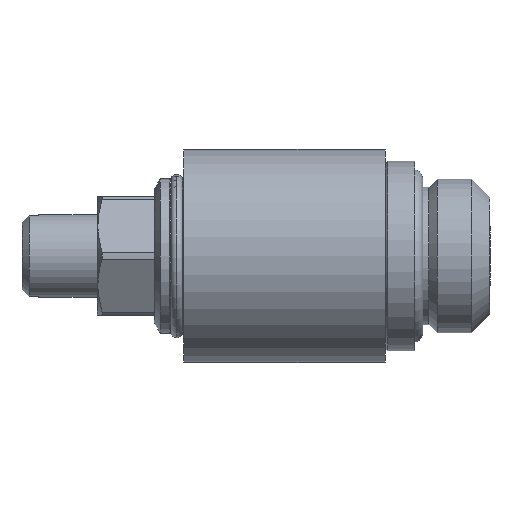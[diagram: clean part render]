
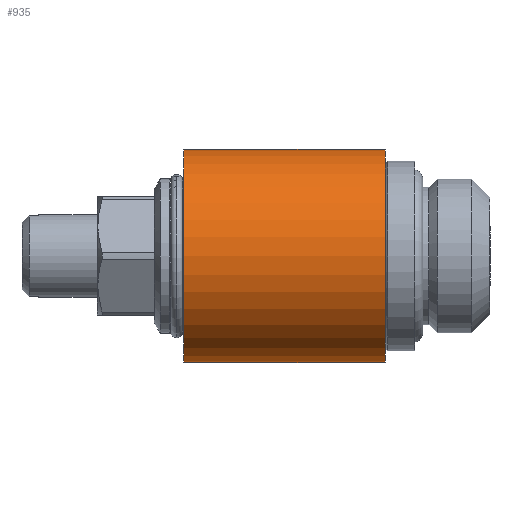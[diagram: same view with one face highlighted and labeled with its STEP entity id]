
A CAD part, left-side view. The second image highlights one B-rep face of the part: STEP entity #935.
In plain terms, the highlighted cylindrical face has radius 9 mm (diameter 18 mm), a partial arc.
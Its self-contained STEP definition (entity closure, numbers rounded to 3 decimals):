
#670 = CARTESIAN_POINT ( 'NONE',  ( 0., 26.2, 9. ) ) ;
#857 = EDGE_LOOP ( 'NONE', ( #869, #870, #872, #873 ) ) ;
#869 = ORIENTED_EDGE ( 'NONE', *, *, #1558, .F. ) ;
#870 = ORIENTED_EDGE ( 'NONE', *, *, #871, .T. ) ;
#871 = EDGE_CURVE ( 'NONE', #1556, #1555, #1856, .T. ) ;
#872 = ORIENTED_EDGE ( 'NONE', *, *, #1675, .T. ) ;
#873 = ORIENTED_EDGE ( 'NONE', *, *, #928, .T. ) ;
#928 = EDGE_CURVE ( 'NONE', #1744, #1559, #2483, .T. ) ;
#935 = ADVANCED_FACE ( 'NONE', ( #2497 ), #2508, .T. ) ;
#1555 = VERTEX_POINT ( 'NONE', #3617 ) ;
#1556 = VERTEX_POINT ( 'NONE', #3616 ) ;
#1558 = EDGE_CURVE ( 'NONE', #1556, #1559, #3614, .T. ) ;
#1559 = VERTEX_POINT ( 'NONE', #3615 ) ;
#1675 = EDGE_CURVE ( 'NONE', #1555, #1744, #4017, .T. ) ;
#1744 = VERTEX_POINT ( 'NONE', #670 ) ;
#1852 = DIRECTION ( 'NONE',  ( 0., 0., 1. ) ) ;
#1853 = DIRECTION ( 'NONE',  ( 0., 1., 0. ) ) ;
#1854 = CARTESIAN_POINT ( 'NONE',  ( 0., 9.2, 0. ) ) ;
#1855 = AXIS2_PLACEMENT_3D ( 'NONE', #1854, #1853, #1852 ) ;
#1856 = CIRCLE ( 'NONE', #1855, 9. ) ;
#2476 = DIRECTION ( 'NONE',  ( 0., 0., -1. ) ) ;
#2480 = DIRECTION ( 'NONE',  ( 0., 0., 1. ) ) ;
#2481 = DIRECTION ( 'NONE',  ( 0., 1., 0. ) ) ;
#2483 = CIRCLE ( 'NONE', #2511, 9. ) ;
#2488 = CARTESIAN_POINT ( 'NONE',  ( 0., 26.2, 0. ) ) ;
#2497 = FACE_OUTER_BOUND ( 'NONE', #857, .T. ) ;
#2498 = DIRECTION ( 'NONE',  ( 0., -1., 0. ) ) ;
#2506 = CARTESIAN_POINT ( 'NONE',  ( 0., 31.286, 0. ) ) ;
#2507 = AXIS2_PLACEMENT_3D ( 'NONE', #2506, #2481, #2480 ) ;
#2508 = CYLINDRICAL_SURFACE ( 'NONE', #2507, 9. ) ;
#2511 = AXIS2_PLACEMENT_3D ( 'NONE', #2488, #2498, #2476 ) ;
#3579 = DIRECTION ( 'NONE',  ( 0., 1., 0. ) ) ;
#3580 = VECTOR ( 'NONE', #3579, 1000. ) ;
#3581 = CARTESIAN_POINT ( 'NONE',  ( 0., 31.286, -9. ) ) ;
#3614 = LINE ( 'NONE', #3581, #3580 ) ;
#3615 = CARTESIAN_POINT ( 'NONE',  ( 0., 26.2, -9. ) ) ;
#3616 = CARTESIAN_POINT ( 'NONE',  ( 0., 9.2, -9. ) ) ;
#3617 = CARTESIAN_POINT ( 'NONE',  ( 0., 9.2, 9. ) ) ;
#4015 = DIRECTION ( 'NONE',  ( 0., 1., 0. ) ) ;
#4016 = VECTOR ( 'NONE', #4015, 1000. ) ;
#4017 = LINE ( 'NONE', #4041, #4016 ) ;
#4041 = CARTESIAN_POINT ( 'NONE',  ( 0., 31.286, 9. ) ) ;
